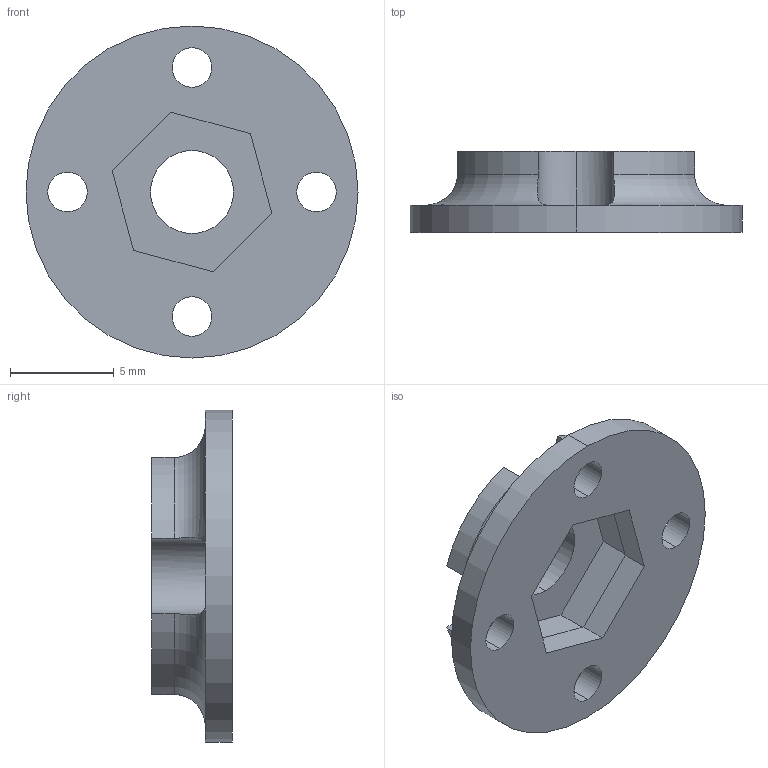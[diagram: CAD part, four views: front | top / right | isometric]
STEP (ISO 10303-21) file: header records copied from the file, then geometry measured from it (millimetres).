
FILE_DESCRIPTION (( 'STEP AP214' ), '1' );
FILE_NAME ('dynamixel_shaft_mount_v2.STEP', '2025-02-05T05:45:50', ( '' ), ( '' ), 'SwSTEP 2.0', 'SolidWorks 2018', '' );
FILE_SCHEMA (( 'AUTOMOTIVE_DESIGN' ));
Length unit declared in the file: millimetre
Products named in the file (1): dynamixel_shaft_mount_v2
Bounding box: 16 x 3.9 x 16 mm (x, y, z)
Volume: 364.5 mm3; surface area: 642.8 mm2
Topology: 1 solids, 1 shells, 46 faces, 123 edges, 82 vertices
Faces by surface type: cylinder 25, plane 17, torus 4
Entity records: 1599 total; most frequent: CARTESIAN_POINT 364, DIRECTION 255, ORIENTED_EDGE 246, EDGE_CURVE 123, AXIS2_PLACEMENT_3D 97, VERTEX_POINT 82, VECTOR 61, LINE 61
